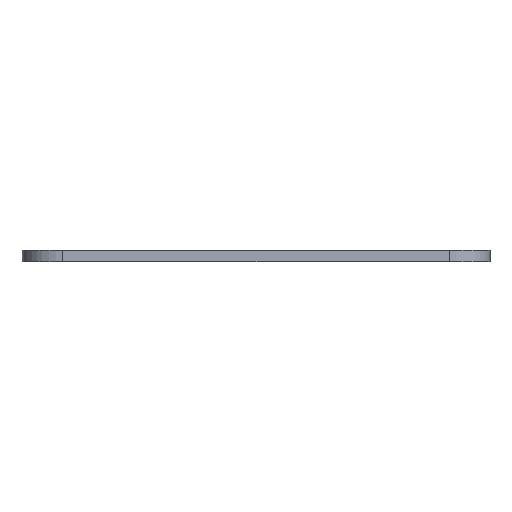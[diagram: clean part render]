
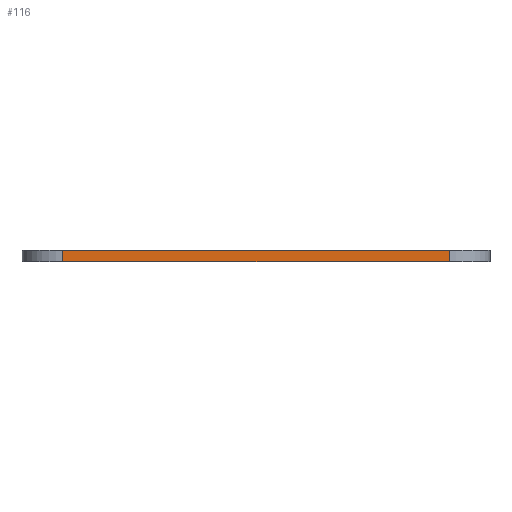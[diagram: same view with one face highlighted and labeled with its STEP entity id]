
A CAD part, front view. The second image highlights one B-rep face of the part: STEP entity #116.
In plain terms, the highlighted planar face has unit normal (0, -1, 0).
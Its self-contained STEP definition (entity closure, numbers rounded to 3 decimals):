
#49=CARTESIAN_POINT('',(-16.5,0.0,0.5));
#50=VERTEX_POINT('',#49);
#68=CARTESIAN_POINT('',(-16.5,0.0,-0.5));
#69=VERTEX_POINT('',#68);
#77=CARTESIAN_POINT('',(-16.5,0.0,-0.5));
#78=DIRECTION('',(0.0,0.0,1.0));
#79=VECTOR('',#78,1.0);
#80=LINE('',#77,#79);
#81=EDGE_CURVE('',#69,#50,#80,.T.);
#86=CARTESIAN_POINT('',(20.0,0.0,0.0));
#87=DIRECTION('',(0.0,-1.0,0.0));
#88=DIRECTION('',(0.0,0.0,-1.0));
#89=AXIS2_PLACEMENT_3D('',#86,#87,#88);
#90=PLANE('',#89);
#91=ORIENTED_EDGE('',*,*,#81,.F.);
#92=CARTESIAN_POINT('',(16.5,0.0,-0.5));
#93=VERTEX_POINT('',#92);
#94=CARTESIAN_POINT('',(-16.5,0.0,-0.5));
#95=DIRECTION('',(1.0,0.0,0.0));
#96=VECTOR('',#95,33.0);
#97=LINE('',#94,#96);
#98=EDGE_CURVE('',#69,#93,#97,.T.);
#99=ORIENTED_EDGE('',*,*,#98,.T.);
#100=CARTESIAN_POINT('',(16.5,0.0,0.5));
#101=VERTEX_POINT('',#100);
#102=CARTESIAN_POINT('',(16.5,0.0,0.5));
#103=DIRECTION('',(0.0,0.0,-1.0));
#104=VECTOR('',#103,1.0);
#105=LINE('',#102,#104);
#106=EDGE_CURVE('',#101,#93,#105,.T.);
#107=ORIENTED_EDGE('',*,*,#106,.F.);
#108=CARTESIAN_POINT('',(16.5,0.0,0.5));
#109=DIRECTION('',(-1.0,0.0,0.0));
#110=VECTOR('',#109,33.0);
#111=LINE('',#108,#110);
#112=EDGE_CURVE('',#101,#50,#111,.T.);
#113=ORIENTED_EDGE('',*,*,#112,.T.);
#114=EDGE_LOOP('',(#91,#99,#107,#113));
#115=FACE_OUTER_BOUND('',#114,.T.);
#116=ADVANCED_FACE('',(#115),#90,.T.);
